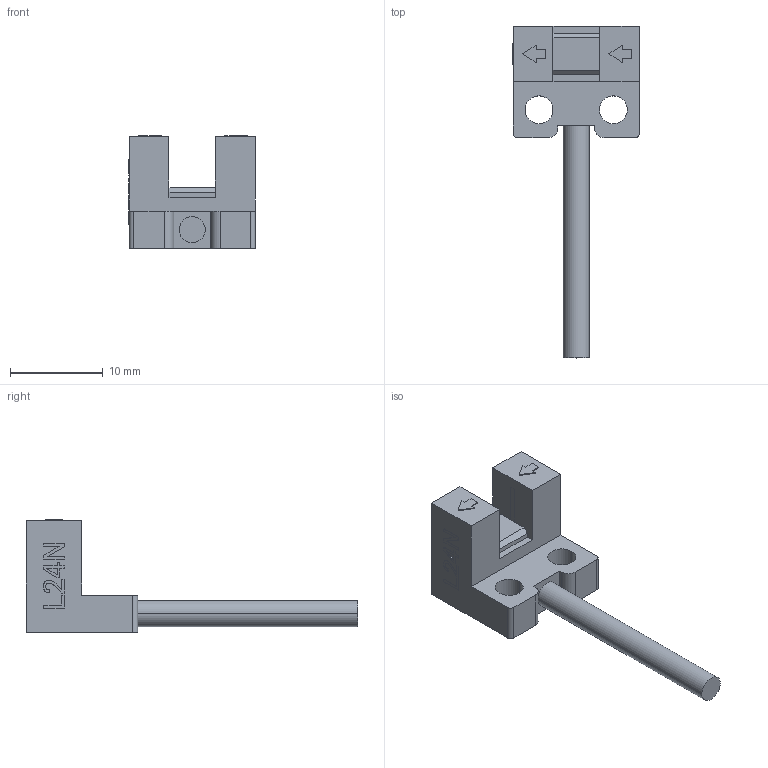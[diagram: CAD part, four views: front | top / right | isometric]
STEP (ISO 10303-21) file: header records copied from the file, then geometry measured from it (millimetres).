
FILE_DESCRIPTION((''),'2;1');
FILE_NAME('LU-L24N','2022-02-18T08:39:43',('Administrator'),(''),'CREO PARAMETRIC BY PTC INC, 2021023','CREO PARAMETRIC BY PTC INC, 2021023','');
FILE_SCHEMA(('CONFIG_CONTROL_DESIGN'));
Length unit declared in the file: millimetre
Products named in the file (1): LU-L24N
Bounding box: 13.65 x 35.7 x 12.1 mm (x, y, z)
Volume: 1207.1 mm3; surface area: 1120.7 mm2
Topology: 1 solids, 1 shells, 106 faces, 292 edges, 196 vertices
Faces by surface type: plane 81, extrusion 15, cylinder 10
Entity records: 3431 total; most frequent: CARTESIAN_POINT 711, ORIENTED_EDGE 584, DIRECTION 479, EDGE_CURVE 292, VECTOR 257, LINE 242, VERTEX_POINT 196, EDGE_LOOP 118
